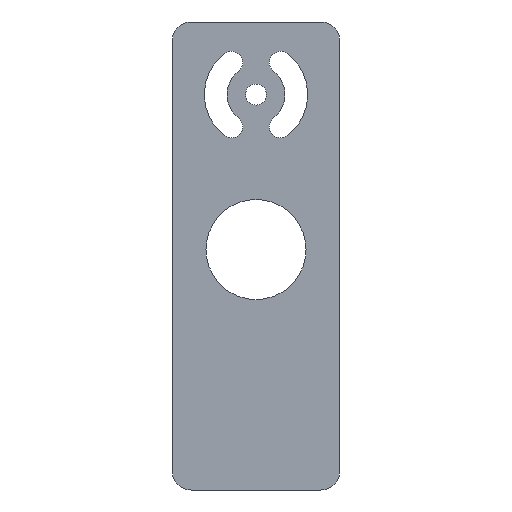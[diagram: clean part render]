
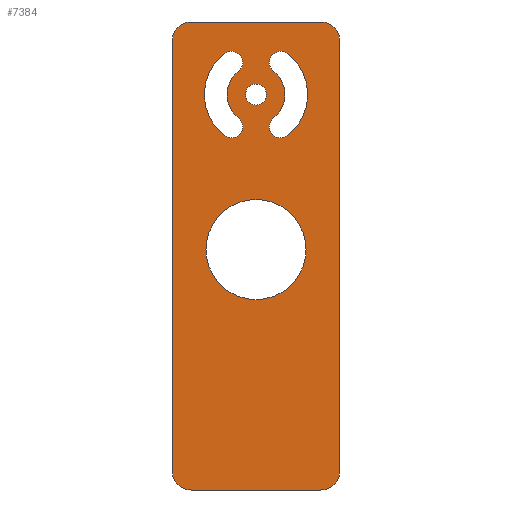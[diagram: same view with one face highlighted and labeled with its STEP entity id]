
A CAD part, front view. The second image highlights one B-rep face of the part: STEP entity #7384.
In plain terms, the highlighted planar face has unit normal (0, -1, 0).
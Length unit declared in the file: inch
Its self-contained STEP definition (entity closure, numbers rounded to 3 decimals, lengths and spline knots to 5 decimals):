
#1457=CARTESIAN_POINT('',(-0.7874,-0.10236,
2.53937));
#1458=DIRECTION('',(0.,1.,0.));
#1459=DIRECTION('',(-1.,0.,0.));
#1460=AXIS2_PLACEMENT_3D('',#1457,#1458,#1459);
#1462=DIRECTION('',(1.,0.,0.));
#1463=VECTOR('',#1462,1.5748);
#1464=CARTESIAN_POINT('',(-0.7874,-0.10236,
2.77559));
#1465=LINE('',#1464,#1463);
#1466=CARTESIAN_POINT('',(0.7874,-0.10236,
2.53937));
#1467=DIRECTION('',(0.,1.,0.));
#1468=DIRECTION('',(0.,0.,1.));
#1469=AXIS2_PLACEMENT_3D('',#1466,#1467,#1468);
#1471=DIRECTION('',(0.,0.,-1.));
#1472=VECTOR('',#1471,5.23622);
#1473=CARTESIAN_POINT('',(1.02362,-0.10236,
2.53937));
#1474=LINE('',#1473,#1472);
#1475=CARTESIAN_POINT('',(0.7874,-0.10236,
-2.69685));
#1476=DIRECTION('',(0.,1.,0.));
#1477=DIRECTION('',(1.,0.,0.));
#1478=AXIS2_PLACEMENT_3D('',#1475,#1476,#1477);
#1480=DIRECTION('',(-1.,0.,0.));
#1481=VECTOR('',#1480,1.5748);
#1482=CARTESIAN_POINT('',(0.7874,-0.10236,
-2.93307));
#1483=LINE('',#1482,#1481);
#1484=CARTESIAN_POINT('',(-0.7874,-0.10236,
-2.69685));
#1485=DIRECTION('',(0.,1.,0.));
#1486=DIRECTION('',(0.,0.,-1.));
#1487=AXIS2_PLACEMENT_3D('',#1484,#1485,#1486);
#1489=DIRECTION('',(0.,0.,1.));
#1490=VECTOR('',#1489,5.23622);
#1491=CARTESIAN_POINT('',(-1.02362,-0.10236,
-2.69685));
#1492=LINE('',#1491,#1490);
#1493=CARTESIAN_POINT('',(0.,-0.10236,0.));
#1494=DIRECTION('',(0.,1.,0.));
#1495=DIRECTION('',(0.,0.,-1.));
#1496=AXIS2_PLACEMENT_3D('',#1493,#1494,#1495);
#1498=CARTESIAN_POINT('',(0.,-0.10236,0.));
#1499=DIRECTION('',(0.,1.,0.));
#1500=DIRECTION('',(0.,0.,1.));
#1501=AXIS2_PLACEMENT_3D('',#1498,#1499,#1500);
#1503=CARTESIAN_POINT('',(0.,-0.10236,1.88976));
#1504=DIRECTION('',(0.,1.,0.));
#1505=DIRECTION('',(0.609,0.,0.793));
#1506=AXIS2_PLACEMENT_3D('',#1503,#1504,#1505);
#1508=CARTESIAN_POINT('',(0.29959,-0.10236,
1.49933));
#1509=DIRECTION('',(0.,1.,0.));
#1510=DIRECTION('',(0.609,0.,-0.793));
#1511=AXIS2_PLACEMENT_3D('',#1508,#1509,#1510);
#1513=CARTESIAN_POINT('',(0.,-0.10236,1.88976));
#1514=DIRECTION('',(0.,1.,0.));
#1515=DIRECTION('',(0.609,0.,0.793));
#1516=AXIS2_PLACEMENT_3D('',#1513,#1514,#1515);
#1518=CARTESIAN_POINT('',(0.29959,-0.10236,
2.28019));
#1519=DIRECTION('',(0.,1.,0.));
#1520=DIRECTION('',(-0.609,0.,-0.793));
#1521=AXIS2_PLACEMENT_3D('',#1518,#1519,#1520);
#1523=CARTESIAN_POINT('',(0.,-0.10236,1.88976));
#1524=DIRECTION('',(0.,1.,0.));
#1525=DIRECTION('',(-0.609,0.,-0.793));
#1526=AXIS2_PLACEMENT_3D('',#1523,#1524,#1525);
#1528=CARTESIAN_POINT('',(-0.29959,-0.10236,
2.28019));
#1529=DIRECTION('',(0.,1.,0.));
#1530=DIRECTION('',(-0.609,0.,0.793));
#1531=AXIS2_PLACEMENT_3D('',#1528,#1529,#1530);
#1533=CARTESIAN_POINT('',(0.,-0.10236,1.88976));
#1534=DIRECTION('',(0.,1.,0.));
#1535=DIRECTION('',(-0.609,0.,-0.793));
#1536=AXIS2_PLACEMENT_3D('',#1533,#1534,#1535);
#1538=CARTESIAN_POINT('',(-0.29959,-0.10236,
1.49933));
#1539=DIRECTION('',(0.,1.,0.));
#1540=DIRECTION('',(0.609,0.,0.793));
#1541=AXIS2_PLACEMENT_3D('',#1538,#1539,#1540);
#1543=CARTESIAN_POINT('',(0.,-0.10236,1.88976));
#1544=DIRECTION('',(0.,1.,0.));
#1545=DIRECTION('',(0.,0.,-1.));
#1546=AXIS2_PLACEMENT_3D('',#1543,#1544,#1545);
#1548=CARTESIAN_POINT('',(0.,-0.10236,1.88976));
#1549=DIRECTION('',(0.,1.,0.));
#1550=DIRECTION('',(0.,0.,1.));
#1551=AXIS2_PLACEMENT_3D('',#1548,#1549,#1550);
#4885=CARTESIAN_POINT('',(-1.02362,-0.10236,
2.53937));
#4886=CARTESIAN_POINT('',(-0.7874,-0.10236,
2.77559));
#4887=VERTEX_POINT('',#4885);
#4888=VERTEX_POINT('',#4886);
#4889=CARTESIAN_POINT('',(0.7874,-0.10236,
2.77559));
#4890=VERTEX_POINT('',#4889);
#4891=CARTESIAN_POINT('',(1.02362,-0.10236,
2.53937));
#4892=VERTEX_POINT('',#4891);
#4893=CARTESIAN_POINT('',(1.02362,-0.10236,
-2.69685));
#4894=VERTEX_POINT('',#4893);
#4895=CARTESIAN_POINT('',(0.7874,-0.10236,
-2.93307));
#4896=VERTEX_POINT('',#4895);
#4897=CARTESIAN_POINT('',(-0.7874,-0.10236,
-2.93307));
#4898=VERTEX_POINT('',#4897);
#4899=CARTESIAN_POINT('',(-1.02362,-0.10236,
-2.69685));
#4900=VERTEX_POINT('',#4899);
#4905=CARTESIAN_POINT('',(0.,-0.10236,-0.61024));
#4906=CARTESIAN_POINT('',(0.,-0.10236,0.61024));
#4907=VERTEX_POINT('',#4905);
#4908=VERTEX_POINT('',#4906);
#4929=CARTESIAN_POINT('',(0.,-0.10236,1.76122));
#4930=CARTESIAN_POINT('',(0.,-0.10236,2.01831));
#4931=VERTEX_POINT('',#4929);
#4932=VERTEX_POINT('',#4930);
#4933=CARTESIAN_POINT('',(-0.2157,-0.10236,
1.60865));
#4934=CARTESIAN_POINT('',(-0.2157,-0.10236,
2.17087));
#4935=VERTEX_POINT('',#4933);
#4936=VERTEX_POINT('',#4934);
#4937=CARTESIAN_POINT('',(-0.38347,-0.10236,
2.38951));
#4938=VERTEX_POINT('',#4937);
#4939=CARTESIAN_POINT('',(-0.38347,-0.10236,
1.39001));
#4940=VERTEX_POINT('',#4939);
#4941=CARTESIAN_POINT('',(0.2157,-0.10236,
2.17087));
#4942=CARTESIAN_POINT('',(0.2157,-0.10236,
1.60865));
#4943=VERTEX_POINT('',#4941);
#4944=VERTEX_POINT('',#4942);
#4945=CARTESIAN_POINT('',(0.38347,-0.10236,
1.39001));
#4946=VERTEX_POINT('',#4945);
#4947=CARTESIAN_POINT('',(0.38347,-0.10236,
2.38951));
#4948=VERTEX_POINT('',#4947);
#7337=CARTESIAN_POINT('',(0.,-0.10236,0.));
#7338=DIRECTION('',(0.,1.,0.));
#7339=DIRECTION('',(0.,0.,-1.));
#7340=AXIS2_PLACEMENT_3D('',#7337,#7338,#7339);
#7341=PLANE('',#7340);
#7342=ORIENTED_EDGE('',*,*,#7233,.T.);
#7343=ORIENTED_EDGE('',*,*,#7248,.T.);
#7344=ORIENTED_EDGE('',*,*,#7262,.T.);
#7345=ORIENTED_EDGE('',*,*,#7276,.T.);
#7346=ORIENTED_EDGE('',*,*,#7290,.T.);
#7347=ORIENTED_EDGE('',*,*,#7304,.T.);
#7348=ORIENTED_EDGE('',*,*,#7318,.T.);
#7349=ORIENTED_EDGE('',*,*,#7331,.T.);
#7350=EDGE_LOOP('',(#7342,#7343,#7344,#7345,#7346,#7347,#7348,#7349));
#7351=FACE_OUTER_BOUND('',#7350,.F.);
#7353=ORIENTED_EDGE('',*,*,#7352,.F.);
#7355=ORIENTED_EDGE('',*,*,#7354,.F.);
#7356=EDGE_LOOP('',(#7353,#7355));
#7357=FACE_BOUND('',#7356,.F.);
#7359=ORIENTED_EDGE('',*,*,#7358,.T.);
#7361=ORIENTED_EDGE('',*,*,#7360,.F.);
#7363=ORIENTED_EDGE('',*,*,#7362,.F.);
#7365=ORIENTED_EDGE('',*,*,#7364,.F.);
#7366=EDGE_LOOP('',(#7359,#7361,#7363,#7365));
#7367=FACE_BOUND('',#7366,.F.);
#7369=ORIENTED_EDGE('',*,*,#7368,.T.);
#7371=ORIENTED_EDGE('',*,*,#7370,.F.);
#7373=ORIENTED_EDGE('',*,*,#7372,.F.);
#7375=ORIENTED_EDGE('',*,*,#7374,.F.);
#7376=EDGE_LOOP('',(#7369,#7371,#7373,#7375));
#7377=FACE_BOUND('',#7376,.F.);
#7379=ORIENTED_EDGE('',*,*,#7378,.F.);
#7381=ORIENTED_EDGE('',*,*,#7380,.F.);
#7382=EDGE_LOOP('',(#7379,#7381));
#7383=FACE_BOUND('',#7382,.F.);
#7384=ADVANCED_FACE('',(#7351,#7357,#7367,#7377,#7383),#7341,.F.);
#1461=CIRCLE('',#1460,0.23622);
#1470=CIRCLE('',#1469,0.23622);
#1479=CIRCLE('',#1478,0.23622);
#1488=CIRCLE('',#1487,0.23622);
#1497=CIRCLE('',#1496,0.61024);
#1502=CIRCLE('',#1501,0.61024);
#1507=CIRCLE('',#1506,0.35433);
#1512=CIRCLE('',#1511,0.1378);
#1517=CIRCLE('',#1516,0.62992);
#1522=CIRCLE('',#1521,0.1378);
#1527=CIRCLE('',#1526,0.35433);
#1532=CIRCLE('',#1531,0.1378);
#1537=CIRCLE('',#1536,0.62992);
#1542=CIRCLE('',#1541,0.1378);
#1547=CIRCLE('',#1546,0.12854);
#1552=CIRCLE('',#1551,0.12854);
#7233=EDGE_CURVE('',#4887,#4888,#1461,.T.);
#7248=EDGE_CURVE('',#4888,#4890,#1465,.T.);
#7262=EDGE_CURVE('',#4890,#4892,#1470,.T.);
#7276=EDGE_CURVE('',#4892,#4894,#1474,.T.);
#7290=EDGE_CURVE('',#4894,#4896,#1479,.T.);
#7304=EDGE_CURVE('',#4896,#4898,#1483,.T.);
#7318=EDGE_CURVE('',#4898,#4900,#1488,.T.);
#7331=EDGE_CURVE('',#4900,#4887,#1492,.T.);
#7352=EDGE_CURVE('',#4907,#4908,#1497,.T.);
#7354=EDGE_CURVE('',#4908,#4907,#1502,.T.);
#7358=EDGE_CURVE('',#4943,#4944,#1507,.T.);
#7360=EDGE_CURVE('',#4946,#4944,#1512,.T.);
#7362=EDGE_CURVE('',#4948,#4946,#1517,.T.);
#7364=EDGE_CURVE('',#4943,#4948,#1522,.T.);
#7368=EDGE_CURVE('',#4935,#4936,#1527,.T.);
#7370=EDGE_CURVE('',#4938,#4936,#1532,.T.);
#7372=EDGE_CURVE('',#4940,#4938,#1537,.T.);
#7374=EDGE_CURVE('',#4935,#4940,#1542,.T.);
#7378=EDGE_CURVE('',#4931,#4932,#1547,.T.);
#7380=EDGE_CURVE('',#4932,#4931,#1552,.T.);
